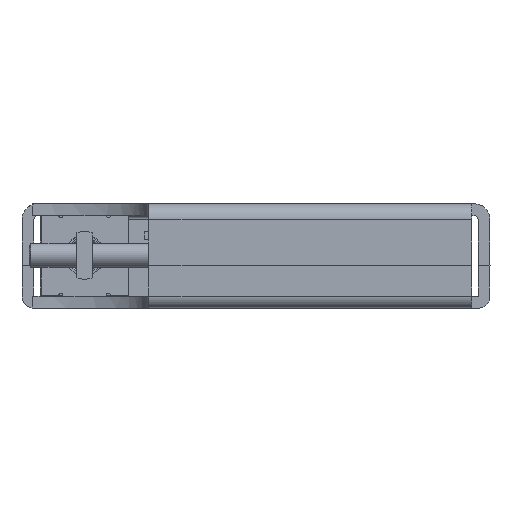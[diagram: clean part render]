
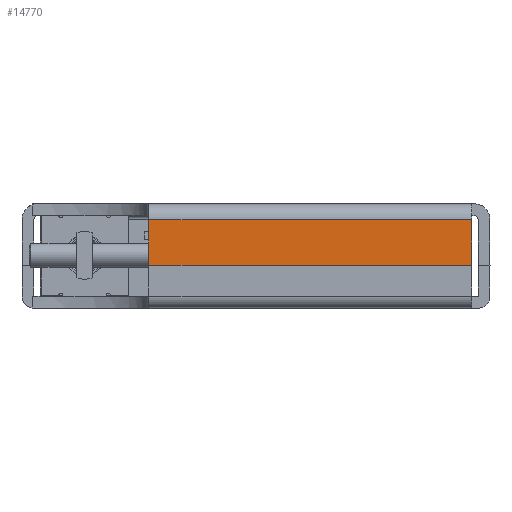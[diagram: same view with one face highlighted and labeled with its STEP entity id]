
A CAD part, front view. The second image highlights one B-rep face of the part: STEP entity #14770.
In plain terms, the highlighted planar face has unit normal (0, -1, 0).
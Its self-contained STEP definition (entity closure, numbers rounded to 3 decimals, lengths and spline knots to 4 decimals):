
#672=FACE_OUTER_BOUND('',#1496,.T.);
#1496=EDGE_LOOP('',(#9806,#9807,#9808,#9809));
#3371=LINE('',#21287,#4600);
#3379=LINE('',#21306,#4608);
#3410=LINE('',#21384,#4639);
#3411=LINE('',#21386,#4640);
#4600=VECTOR('',#17327,0.2264);
#4608=VECTOR('',#17343,1.6024);
#4639=VECTOR('',#17428,0.2264);
#4640=VECTOR('',#17431,1.6024);
#5797=VERTEX_POINT('',#21284);
#5798=VERTEX_POINT('',#21286);
#5805=VERTEX_POINT('',#21304);
#5825=VERTEX_POINT('',#21382);
#7321=EDGE_CURVE('',#5797,#5798,#3371,.T.);
#7331=EDGE_CURVE('',#5805,#5797,#3379,.T.);
#7372=EDGE_CURVE('',#5825,#5805,#3410,.T.);
#7373=EDGE_CURVE('',#5825,#5798,#3411,.T.);
#9806=ORIENTED_EDGE('',*,*,#7331,.F.);
#9807=ORIENTED_EDGE('',*,*,#7372,.F.);
#9808=ORIENTED_EDGE('',*,*,#7373,.T.);
#9809=ORIENTED_EDGE('',*,*,#7321,.F.);
#13513=PLANE('',#15665);
#14770=ADVANCED_FACE('',(#672),#13513,.T.);
#15665=AXIS2_PLACEMENT_3D('',#21385,#17429,#17430);
#17327=DIRECTION('',(0.,0.,1.));
#17343=DIRECTION('',(-1.,0.,0.));
#17428=DIRECTION('',(0.,0.,-1.));
#17429=DIRECTION('center_axis',(0.,-1.,0.));
#17430=DIRECTION('ref_axis',(-1.,0.,0.));
#17431=DIRECTION('',(-1.,0.,0.));
#21284=CARTESIAN_POINT('',(0.3879,-1.033,-0.0098));
#21286=CARTESIAN_POINT('',(0.3879,-1.033,0.2165));
#21287=CARTESIAN_POINT('',(0.3879,-1.033,-0.0098));
#21304=CARTESIAN_POINT('',(1.9902,-1.033,-0.0098));
#21306=CARTESIAN_POINT('',(1.9902,-1.033,-0.0098));
#21382=CARTESIAN_POINT('',(1.9902,-1.033,0.2165));
#21384=CARTESIAN_POINT('',(1.9902,-1.033,0.2165));
#21385=CARTESIAN_POINT('Origin',(2.0808,-1.033,0.2362));
#21386=CARTESIAN_POINT('',(1.9902,-1.033,0.2165));
